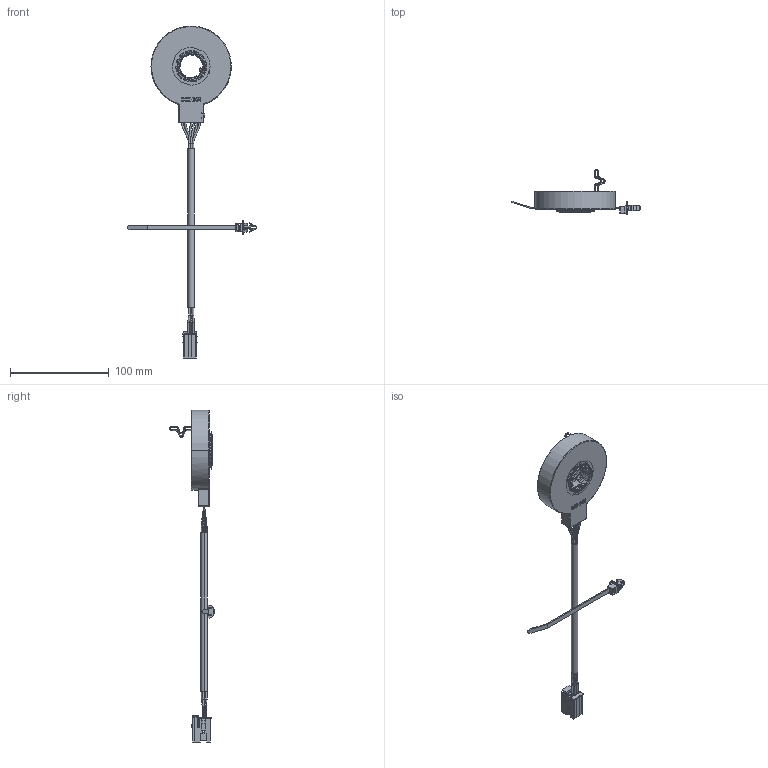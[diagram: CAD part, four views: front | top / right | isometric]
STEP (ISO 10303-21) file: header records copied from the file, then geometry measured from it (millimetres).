
FILE_DESCRIPTION((''),'2;1');
FILE_NAME('SX-4475A_SW0005','2015-05-29T',('bmozley'),(''),'CREO PARAMETRIC BY PTC INC, 2014500','CREO PARAMETRIC BY PTC INC, 2014500','');
FILE_SCHEMA(('CONFIG_CONTROL_DESIGN'));
Length unit declared in the file: inch
Products named in the file (1): SX-4475A_SW0005
Bounding box: 130.4 x 45.56 x 335.51 mm (x, y, z)
Volume: 96845 mm3; surface area: 46075.8 mm2
Topology: 7 solids, 7 shells, 2030 faces, 5577 edges, 3540 vertices
Faces by surface type: plane 970, cylinder 730, torus 157, cone 75, sphere 72, bspline 26
Entity records: 71328 total; most frequent: CARTESIAN_POINT 19429, ORIENTED_EDGE 11130, DIRECTION 10764, EDGE_CURVE 5565, AXIS2_PLACEMENT_3D 3893, VERTEX_POINT 3540, VECTOR 2978, LINE 2978
